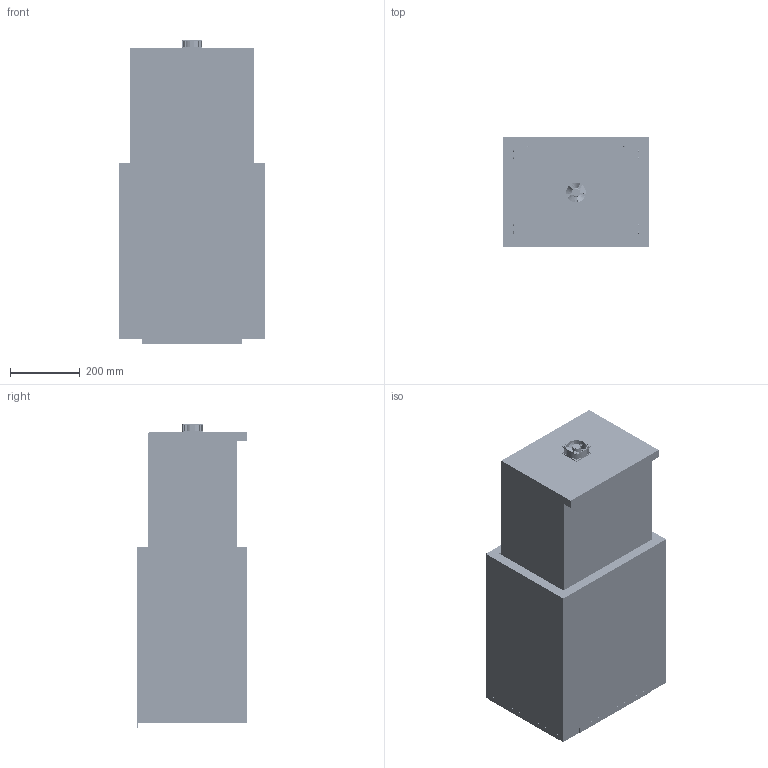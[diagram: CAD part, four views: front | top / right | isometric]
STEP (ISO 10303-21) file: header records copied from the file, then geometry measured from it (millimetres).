
FILE_DESCRIPTION(/* description */ (''),/* implementation_level */ '2;1');
FILE_NAME(/* name */ 'a18ec206-ff1e-443f-91fd-8d483dbba077.stp',/* time_stamp */ '2019-03-17T17:16:26+00:00',/* author */ (''),/* organization */ (''),/* preprocessor_version */ 'ST-DEVELOPER v17.2',/* originating_system */ 'Autodesk Translation Framework v7.6.0.251',/* authorisation */ '');
FILE_SCHEMA (('AUTOMOTIVE_DESIGN { 1 0 10303 214 3 1 1 }'));
Length unit declared in the file: millimetre
Products named in the file (82): Pepper dryer; Partie de séchage; hauteur_s; longueur_s; largeur_s; plaque_s_dessous; plaque_s_latérale; isolant_s_dessous; isolant_s_latéral; plastique_s; paroi_fond; équerre; équerre_1; équerre_2; équerre_3; équerre_4; équerre_5; équerre_6; équerre_7; équerre_8; équerre_9; équerre_10; équerre_11; équerre_12; équerre_13; équerre_14; équerre_15; équerre_16; équerre_17; équerre_18; équerre_19; traverses_plateaux; profilé_guillotine; tissu noir s; Component39; Partie de chauffage; largeur_c; hauteur_c; longueur_c; plaque_c_dessous ...
Assembly tree (342 placements, depth 4):
  Pepper dryer
    Partie de séchage
      largeur_s  x4
      longueur_s  x4
      hauteur_s  x4
      plaque_s_dessous
      plaque_s_latérale  x2
      isolant_s_dessous
      isolant_s_latéral  x2
      plastique_s
      paroi_fond
      équerre
        Component1
        95844A350  x4
      équerre_1
        Component1
        95844A350  x4
      équerre_2
        Component1
        95844A350  x4
      équerre_3
        Component1
        95844A350  x4
      équerre_4
        Component1
        95844A350  x4
      équerre_5
        Component1
        95844A350  x4
      équerre_6
        Component1
        95844A350  x4
      équerre_7
        Component1
        95844A350  x4
      équerre_8
        Component1
        95844A350  x4
      équerre_9
        Component1
        95844A350  x4
      équerre_10
        Component1
        95844A350  x4
      équerre_11
        Component1
        95844A350  x4
      équerre_12
        Component1
        95844A350  x4
      équerre_13
        Component1
        95844A350  x4
      équerre_14
        Component1
        95844A350  x4
      équerre_15
        Component1
        95844A350  x4
      équerre_16
Bounding box: 416.6 x 314.3 x 873.07 mm (x, y, z)
Volume: 36144172.7 mm3; surface area: 10097736.1 mm2
Topology: 306 solids, 306 shells, 18445 faces, 52707 edges, 35073 vertices
Faces by surface type: cylinder 6364, bspline 5642, plane 4490, cone 1420, torus 529
Full cylindrical faces by diameter (mm): 1 x12, 1.6 x12, 2.083 x1, 2.575 x2640, 3.44 x2640, 4.318 x8, 8.333 x1, 12.5 x1, 25 x1, 58 x2
Entity records: 26638 total; most frequent: CARTESIAN_POINT 8607, DIRECTION 3613, ORIENTED_EDGE 2992, EDGE_CURVE 1496, AXIS2_PLACEMENT_3D 1323, VERTEX_POINT 993, LINE 967, VECTOR 967
